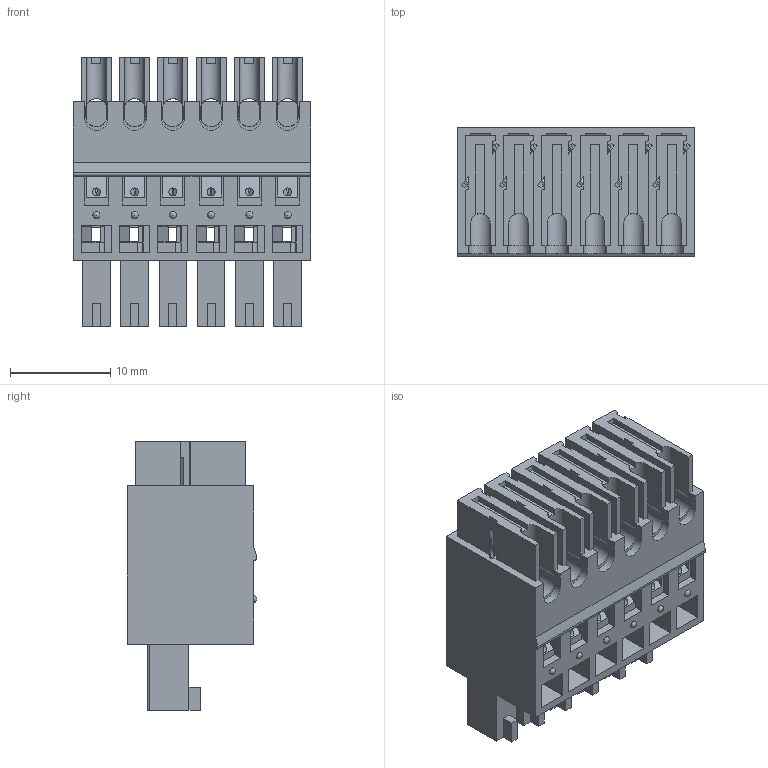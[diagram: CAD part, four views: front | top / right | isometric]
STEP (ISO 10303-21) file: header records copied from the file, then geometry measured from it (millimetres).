
FILE_DESCRIPTION( ( 'Unknown' ), '1' );
FILE_NAME( '691358310006.stp', 'Unknown', ( 'Unknown' ), ( 'Unknown' ), 'PSStep 18.0.17', 'Unknown', ' ' );
FILE_SCHEMA( ( 'AUTOMOTIVE_DESIGN { 1 0 10303 214 1 1 1 1 }' ) );
Length unit declared in the file: millimetre
Products named in the file (4): Assem1; 691(358310)(359340)0xx_Actuator; 6913583100xx; 691358310006
Assembly tree (13 placements, depth 2):
  Assem1
    691(358310)(359340)0xx_Actuator  x6
    6913583100xx  x6
    691358310006
Bounding box: 23.65 x 12.9 x 26.8 mm (x, y, z)
Volume: 3631.1 mm3; surface area: 10840.4 mm2
Topology: 13 solids, 13 shells, 1551 faces, 4371 edges, 2852 vertices
Faces by surface type: plane 1220, cylinder 307, bspline 12, torus 6, revolution 6
Full cylindrical faces by diameter (mm): 0.8 x6, 1.2 x6, 2.1 x6
Entity records: 27402 total; most frequent: CARTESIAN_POINT 3988, ORIENTED_EDGE 3858, DIRECTION 3456, EDGE_CURVE 1929, LINE 1750, VECTOR 1750, VERTEX_POINT 1280, AXIS2_PLACEMENT_3D 850
